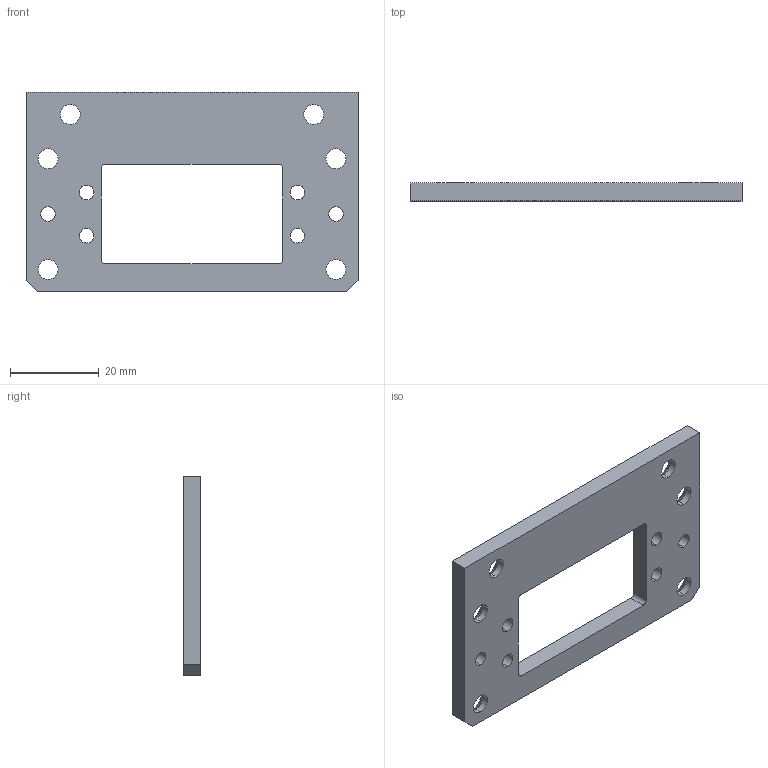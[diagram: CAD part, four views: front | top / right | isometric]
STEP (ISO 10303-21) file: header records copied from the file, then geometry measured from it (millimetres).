
FILE_DESCRIPTION (( 'STEP AP203' ), '1' );
FILE_NAME ('ROV-USI-015A-SUP SERVO.STEP', '2024-05-22T11:40:23', ( '' ), ( '' ), 'SwSTEP 2.0', 'SolidWorks 2016', '' );
FILE_SCHEMA (( 'CONFIG_CONTROL_DESIGN' ));
Length unit declared in the file: millimetre
Products named in the file (1): ROV-USI-015A-SUP SERVO
Bounding box: 75 x 4 x 45 mm (x, y, z)
Volume: 8854.5 mm3; surface area: 6563.4 mm2
Topology: 1 solids, 1 shells, 52 faces, 138 edges, 88 vertices
Faces by surface type: cylinder 28, cone 12, plane 12
Entity records: 1763 total; most frequent: DIRECTION 312, CARTESIAN_POINT 279, ORIENTED_EDGE 276, EDGE_CURVE 138, AXIS2_PLACEMENT_3D 121, VERTEX_POINT 88, EDGE_LOOP 78, VECTOR 70
